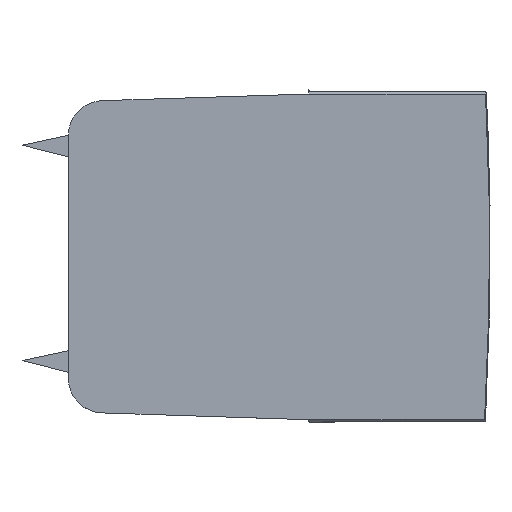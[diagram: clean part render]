
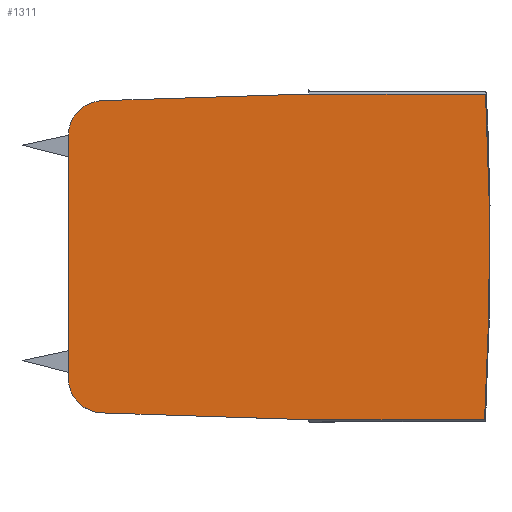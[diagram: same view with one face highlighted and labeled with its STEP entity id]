
A CAD part, left-side view. The second image highlights one B-rep face of the part: STEP entity #1311.
In plain terms, the highlighted planar face has unit normal (-1, 0, 0).
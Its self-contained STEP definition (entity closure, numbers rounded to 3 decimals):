
#367=CARTESIAN_POINT('',(-9.,-62.941,21.7));
#433=DIRECTION('',(0.,0.999,0.033));
#434=VECTOR('',#433,28.085);
#435=CARTESIAN_POINT('',(-9.,-38.914,
-22.527));
#436=LINE('',#435,#434);
#437=CARTESIAN_POINT('',(-9.,-11.,-16.9));
#438=DIRECTION('',(-1.,0.,0.));
#439=DIRECTION('',(0.,1.,0.));
#440=AXIS2_PLACEMENT_3D('',#437,#438,#439);
#442=DIRECTION('',(0.,0.,1.));
#443=VECTOR('',#442,33.);
#444=CARTESIAN_POINT('',(-9.,-6.3,-16.9));
#445=LINE('',#444,#443);
#446=CARTESIAN_POINT('',(-9.,-11.,16.1));
#447=DIRECTION('',(-1.,0.,0.));
#448=DIRECTION('',(0.,0.032,0.999));
#449=AXIS2_PLACEMENT_3D('',#446,#447,#448);
#451=DIRECTION('',(0.,-0.999,0.032));
#452=VECTOR('',#451,28.08);
#453=CARTESIAN_POINT('',(-9.,-10.849,20.798));
#454=LINE('',#453,#452);
#455=DIRECTION('',(0.,1.,0.));
#456=VECTOR('',#455,24.027);
#457=CARTESIAN_POINT('',(-9.,-62.941,21.7));
#458=LINE('',#457,#456);
#459=CARTESIAN_POINT('',(-9.,336.41,0.75));
#460=DIRECTION('',(1.,0.,0.));
#461=DIRECTION('',(0.,-0.999,0.052));
#462=AXIS2_PLACEMENT_3D('',#459,#460,#461);
#464=DIRECTION('',(0.,1.,0.));
#465=VECTOR('',#464,23.898);
#466=CARTESIAN_POINT('',(-9.,-62.812,-22.527));
#467=LINE('',#466,#465);
#796=CARTESIAN_POINT('',(-9.,-62.812,-22.527));
#1050=CARTESIAN_POINT('',(-9.,-6.3,-16.9));
#1051=CARTESIAN_POINT('',(-9.,-10.844,-21.597));
#1052=VERTEX_POINT('',#1050);
#1053=VERTEX_POINT('',#1051);
#1054=CARTESIAN_POINT('',(-9.,-6.3,16.1));
#1055=VERTEX_POINT('',#1054);
#1056=CARTESIAN_POINT('',(-9.,-10.849,20.798));
#1057=VERTEX_POINT('',#1056);
#1070=VERTEX_POINT('',#796);
#1071=VERTEX_POINT('',#367);
#1080=CARTESIAN_POINT('',(-9.,-38.914,
-22.527));
#1081=VERTEX_POINT('',#1080);
#1082=CARTESIAN_POINT('',(-9.,-38.914,
21.7));
#1084=VERTEX_POINT('',#1082);
#1290=CARTESIAN_POINT('',(-9.,0.,0.));
#1291=DIRECTION('',(1.,0.,0.));
#1292=DIRECTION('',(0.,1.,0.));
#1293=AXIS2_PLACEMENT_3D('',#1290,#1291,#1292);
#1294=PLANE('',#1293);
#1296=ORIENTED_EDGE('',*,*,#1295,.T.);
#1298=ORIENTED_EDGE('',*,*,#1297,.F.);
#1300=ORIENTED_EDGE('',*,*,#1299,.T.);
#1302=ORIENTED_EDGE('',*,*,#1301,.F.);
#1303=ORIENTED_EDGE('',*,*,#1282,.T.);
#1304=ORIENTED_EDGE('',*,*,#1214,.F.);
#1306=ORIENTED_EDGE('',*,*,#1305,.T.);
#1308=ORIENTED_EDGE('',*,*,#1307,.T.);
#1309=EDGE_LOOP('',(#1296,#1298,#1300,#1302,#1303,#1304,#1306,#1308));
#1310=FACE_OUTER_BOUND('',#1309,.F.);
#441=CIRCLE('',#440,4.7);
#450=CIRCLE('',#449,4.7);
#463=CIRCLE('',#462,399.9);
#1214=EDGE_CURVE('',#1071,#1084,#458,.T.);
#1282=EDGE_CURVE('',#1057,#1084,#454,.T.);
#1295=EDGE_CURVE('',#1081,#1053,#436,.T.);
#1297=EDGE_CURVE('',#1052,#1053,#441,.T.);
#1299=EDGE_CURVE('',#1052,#1055,#445,.T.);
#1301=EDGE_CURVE('',#1057,#1055,#450,.T.);
#1305=EDGE_CURVE('',#1071,#1070,#463,.T.);
#1307=EDGE_CURVE('',#1070,#1081,#467,.T.);
#1311=ADVANCED_FACE('',(#1310),#1294,.F.);
